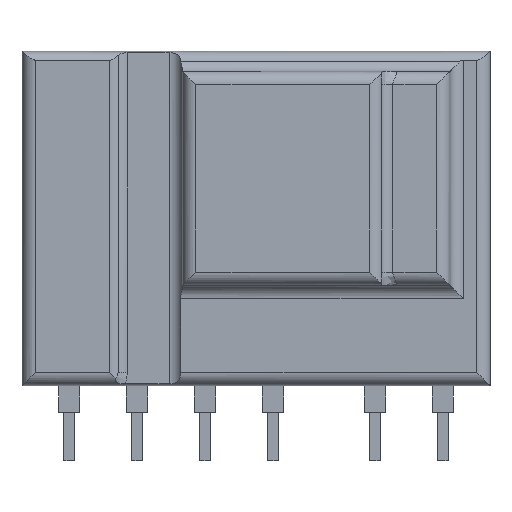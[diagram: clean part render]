
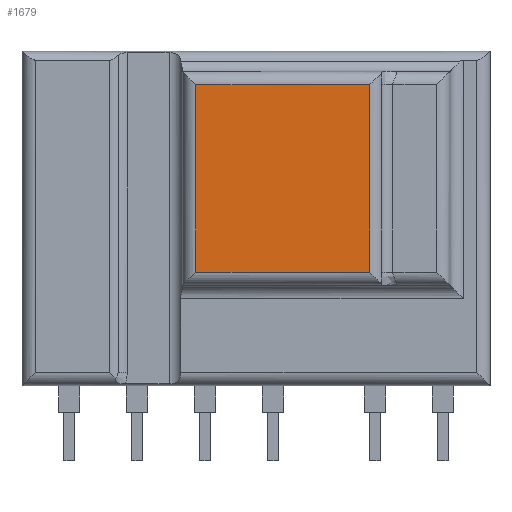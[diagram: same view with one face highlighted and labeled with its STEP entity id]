
A CAD part, front view. The second image highlights one B-rep face of the part: STEP entity #1679.
In plain terms, the highlighted planar face has unit normal (0, -1, 0).
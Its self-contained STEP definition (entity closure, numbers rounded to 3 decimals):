
#134=FACE_OUTER_BOUND($,#241,.T.);
#241=EDGE_LOOP($,(#1270,#1271,#1272,#1273));
#395=LINE($,#2638,#590);
#396=LINE($,#2643,#591);
#397=LINE($,#2644,#592);
#398=LINE($,#2645,#593);
#590=VECTOR($,#2089,14.);
#591=VECTOR($,#2094,14.);
#592=VECTOR($,#2095,13.);
#593=VECTOR($,#2096,13.);
#771=VERTEX_POINT($,#2635);
#772=VERTEX_POINT($,#2637);
#773=VERTEX_POINT($,#2641);
#774=VERTEX_POINT($,#2642);
#954=EDGE_CURVE($,#772,#771,#395,.T.);
#956=EDGE_CURVE($,#773,#774,#396,.T.);
#957=EDGE_CURVE($,#774,#772,#397,.T.);
#958=EDGE_CURVE($,#771,#773,#398,.T.);
#1270=ORIENTED_EDGE($,*,*,#956,.T.);
#1271=ORIENTED_EDGE($,*,*,#957,.T.);
#1272=ORIENTED_EDGE($,*,*,#954,.T.);
#1273=ORIENTED_EDGE($,*,*,#958,.T.);
#1588=PLANE($,#1822);
#1679=ADVANCED_FACE($,(#134),#1588,.F.);
#1822=AXIS2_PLACEMENT_3D($,#2640,#2092,#2093);
#2089=DIRECTION($,(0.,0.,1.));
#2092=DIRECTION('center_axis',(0.,1.,0.));
#2093=DIRECTION('ref_axis',(0.,0.,1.));
#2094=DIRECTION($,(0.,0.,-1.));
#2095=DIRECTION($,(1.,0.,0.));
#2096=DIRECTION($,(-1.,0.,0.));
#2635=CARTESIAN_POINT('',(8.5,-5.5,24.5));
#2637=CARTESIAN_POINT('',(8.5,-5.5,10.5));
#2638=CARTESIAN_POINT($,(8.5,-5.5,22.625));
#2640=CARTESIAN_POINT('Origin',(2.,-5.5,18.25));
#2641=CARTESIAN_POINT('',(-4.5,-5.5,24.5));
#2642=CARTESIAN_POINT('',(-4.5,-5.5,10.5));
#2643=CARTESIAN_POINT($,(-4.5,-5.5,13.875));
#2644=CARTESIAN_POINT($,(5.75,-5.5,10.5));
#2645=CARTESIAN_POINT($,(-1.75,-5.5,24.5));
